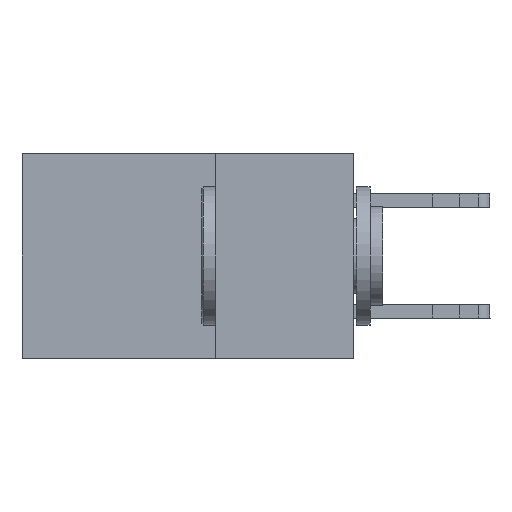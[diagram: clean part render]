
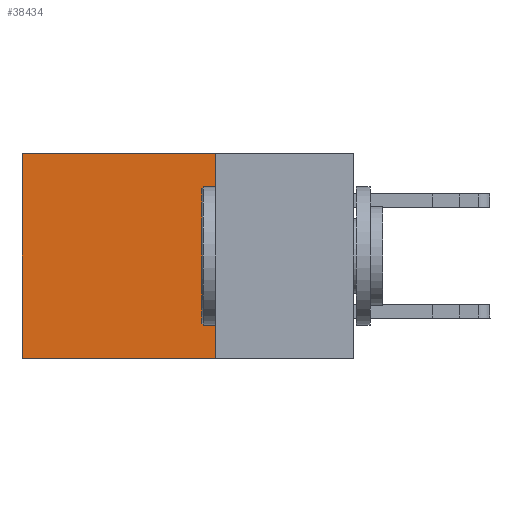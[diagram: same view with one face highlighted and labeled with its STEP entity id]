
A CAD part, left-side view. The second image highlights one B-rep face of the part: STEP entity #38434.
In plain terms, the highlighted planar face has unit normal (-1, 0, 0).
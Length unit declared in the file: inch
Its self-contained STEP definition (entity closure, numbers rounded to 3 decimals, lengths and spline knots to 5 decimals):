
#1080 = DIRECTION ( 'NONE',  ( 0., 0., -1. ) ) ;
#1319 = LINE ( 'NONE', #10736, #13027 ) ;
#4060 = CARTESIAN_POINT ( 'NONE',  ( 0.2875, 0.25, 0. ) ) ;
#4460 = DIRECTION ( 'NONE',  ( 0., 1., 0. ) ) ;
#4595 = DIRECTION ( 'NONE',  ( 0., 0., -1. ) ) ;
#7158 = VECTOR ( 'NONE', #1080, 39.37008 ) ;
#7398 = CARTESIAN_POINT ( 'NONE',  ( 0.2875, 0.6, -0.37 ) ) ;
#7631 = DIRECTION ( 'NONE',  ( 1., 0., 0. ) ) ;
#7960 = EDGE_LOOP ( 'NONE', ( #32597, #8744, #13912, #13843 ) ) ;
#8580 = LINE ( 'NONE', #4060, #16940 ) ;
#8744 = ORIENTED_EDGE ( 'NONE', *, *, #25481, .F. ) ;
#9892 = CARTESIAN_POINT ( 'NONE',  ( 0.2875, 0.6, 0. ) ) ;
#10550 = EDGE_CURVE ( 'NONE', #29228, #34994, #29171, .T. ) ;
#10736 = CARTESIAN_POINT ( 'NONE',  ( 0.2875, 0.25, -0.37 ) ) ;
#13027 = VECTOR ( 'NONE', #16724, 39.37008 ) ;
#13262 = EDGE_CURVE ( 'NONE', #29228, #32760, #8580, .T. ) ;
#13746 = PLANE ( 'NONE',  #36730 ) ;
#13843 = ORIENTED_EDGE ( 'NONE', *, *, #13262, .T. ) ;
#13912 = ORIENTED_EDGE ( 'NONE', *, *, #10550, .F. ) ;
#15015 = VERTEX_POINT ( 'NONE', #7398 ) ;
#16724 = DIRECTION ( 'NONE',  ( 0., 1., 0. ) ) ;
#16940 = VECTOR ( 'NONE', #4460, 39.37008 ) ;
#17436 = CARTESIAN_POINT ( 'NONE',  ( 0.2875, 0.25, -0.37 ) ) ;
#17934 = VECTOR ( 'NONE', #19133, 39.37008 ) ;
#19010 = CARTESIAN_POINT ( 'NONE',  ( 0.2875, 0.25, 0. ) ) ;
#19133 = DIRECTION ( 'NONE',  ( 0., 0., -1. ) ) ;
#22032 = FACE_OUTER_BOUND ( 'NONE', #7960, .T. ) ;
#24025 = LINE ( 'NONE', #9892, #17934 ) ;
#24135 = CARTESIAN_POINT ( 'NONE',  ( 0.2875, 0.6, 0. ) ) ;
#25481 = EDGE_CURVE ( 'NONE', #34994, #15015, #1319, .T. ) ;
#29171 = LINE ( 'NONE', #19010, #7158 ) ;
#29228 = VERTEX_POINT ( 'NONE', #36847 ) ;
#31811 = CARTESIAN_POINT ( 'NONE',  ( 0.2875, 0.25, 0. ) ) ;
#31914 = EDGE_CURVE ( 'NONE', #32760, #15015, #24025, .T. ) ;
#32597 = ORIENTED_EDGE ( 'NONE', *, *, #31914, .T. ) ;
#32760 = VERTEX_POINT ( 'NONE', #24135 ) ;
#34994 = VERTEX_POINT ( 'NONE', #17436 ) ;
#36730 = AXIS2_PLACEMENT_3D ( 'NONE', #31811, #7631, #4595 ) ;
#36847 = CARTESIAN_POINT ( 'NONE',  ( 0.2875, 0.25, 0. ) ) ;
#38434 = ADVANCED_FACE ( 'NONE', ( #22032 ), #13746, .F. ) ;
